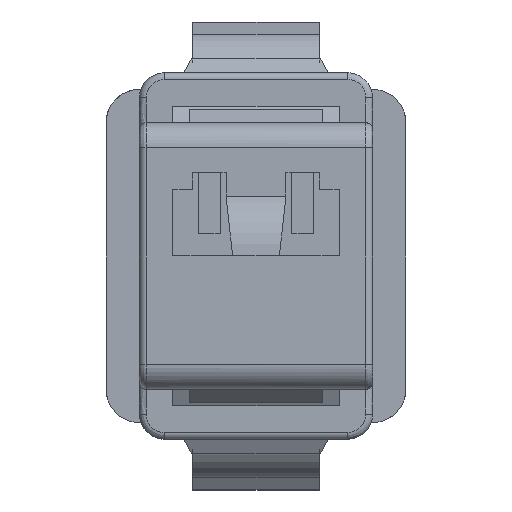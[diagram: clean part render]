
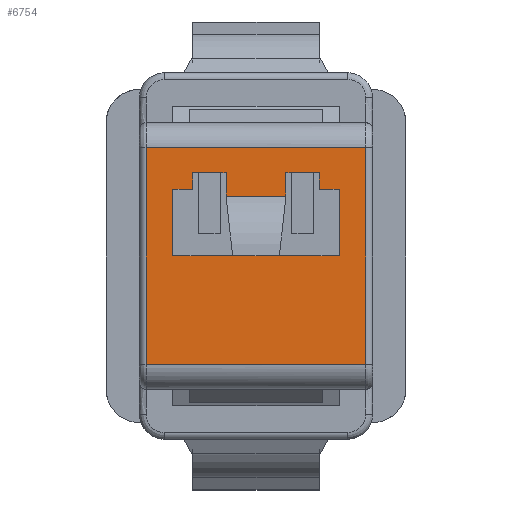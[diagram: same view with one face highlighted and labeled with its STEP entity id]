
A CAD part, left-side view. The second image highlights one B-rep face of the part: STEP entity #6754.
In plain terms, the highlighted free-form (B-spline) face has degree [1, 1] with [2, 2] control points.
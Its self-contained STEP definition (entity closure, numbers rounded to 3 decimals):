
#3759=CARTESIAN_POINT('',(-15.2,3.3,-3.25));
#3760=VERTEX_POINT('',#3759);
#3820=CARTESIAN_POINT('',(-15.2,3.3,3.25));
#3821=VERTEX_POINT('',#3820);
#3843=CARTESIAN_POINT('',(-15.2,3.3,3.25));
#3844=CARTESIAN_POINT('',(-15.2,3.3,-3.25));
#3845=QUASI_UNIFORM_CURVE('',1,(#3843,#3844),.UNSPECIFIED.,.F.,.U.);
#3846=EDGE_CURVE('',#3821,#3760,#3845,.T.);
#4008=CARTESIAN_POINT('',(-15.2,-3.3,-3.25));
#4009=VERTEX_POINT('',#4008);
#4069=CARTESIAN_POINT('',(-15.2,-3.3,3.25));
#4070=VERTEX_POINT('',#4069);
#4084=CARTESIAN_POINT('',(-15.2,-3.3,-3.25));
#4085=CARTESIAN_POINT('',(-15.2,-3.3,3.25));
#4086=QUASI_UNIFORM_CURVE('',1,(#4084,#4085),.UNSPECIFIED.,.F.,.U.);
#4087=EDGE_CURVE('',#4009,#4070,#4086,.T.);
#4205=CARTESIAN_POINT('',(-15.2,-0.9,1.8));
#4206=VERTEX_POINT('',#4205);
#4212=CARTESIAN_POINT('',(-15.2,0.9,1.8));
#4213=VERTEX_POINT('',#4212);
#4214=CARTESIAN_POINT('',(-15.2,-0.9,1.8));
#4215=CARTESIAN_POINT('',(-15.2,0.9,1.8));
#4216=QUASI_UNIFORM_CURVE('',1,(#4214,#4215),.UNSPECIFIED.,.F.,.U.);
#4217=EDGE_CURVE('',#4206,#4213,#4216,.T.);
#4275=CARTESIAN_POINT('',(-15.2,-0.9,2.5));
#4276=VERTEX_POINT('',#4275);
#4282=CARTESIAN_POINT('',(-15.2,-0.9,2.5));
#4283=CARTESIAN_POINT('',(-15.2,-0.9,1.8));
#4284=QUASI_UNIFORM_CURVE('',1,(#4282,#4283),.UNSPECIFIED.,.F.,.U.);
#4285=EDGE_CURVE('',#4276,#4206,#4284,.T.);
#4296=CARTESIAN_POINT('',(-15.2,0.9,2.5));
#4297=VERTEX_POINT('',#4296);
#4298=CARTESIAN_POINT('',(-15.2,0.9,1.8));
#4299=CARTESIAN_POINT('',(-15.2,0.9,2.5));
#4300=QUASI_UNIFORM_CURVE('',1,(#4298,#4299),.UNSPECIFIED.,.F.,.U.);
#4301=EDGE_CURVE('',#4213,#4297,#4300,.T.);
#4401=CARTESIAN_POINT('',(-15.2,0.701,0.));
#4402=VERTEX_POINT('',#4401);
#4416=CARTESIAN_POINT('',(-15.2,-0.701,0.));
#4417=VERTEX_POINT('',#4416);
#4418=CARTESIAN_POINT('',(-15.2,-0.701,0.));
#4419=CARTESIAN_POINT('',(-15.2,0.701,0.));
#4420=QUASI_UNIFORM_CURVE('',1,(#4418,#4419),.UNSPECIFIED.,.F.,.U.);
#4421=EDGE_CURVE('',#4417,#4402,#4420,.T.);
#4770=CARTESIAN_POINT('',(-15.2,-2.5,0.));
#4771=VERTEX_POINT('',#4770);
#4772=CARTESIAN_POINT('',(-15.2,-2.5,0.));
#4773=CARTESIAN_POINT('',(-15.2,-0.701,0.));
#4774=QUASI_UNIFORM_CURVE('',1,(#4772,#4773),.UNSPECIFIED.,.F.,.U.);
#4775=EDGE_CURVE('',#4771,#4417,#4774,.T.);
#4799=CARTESIAN_POINT('',(-15.2,-2.5,2.0));
#4800=VERTEX_POINT('',#4799);
#4806=CARTESIAN_POINT('',(-15.2,-1.9,2.0));
#4807=VERTEX_POINT('',#4806);
#4808=CARTESIAN_POINT('',(-15.2,-1.9,2.0));
#4809=CARTESIAN_POINT('',(-15.2,-2.5,2.0));
#4810=QUASI_UNIFORM_CURVE('',1,(#4808,#4809),.UNSPECIFIED.,.F.,.U.);
#4811=EDGE_CURVE('',#4807,#4800,#4810,.T.);
#4834=CARTESIAN_POINT('',(-15.2,-1.9,2.5));
#4835=VERTEX_POINT('',#4834);
#4836=CARTESIAN_POINT('',(-15.2,-1.9,2.5));
#4837=CARTESIAN_POINT('',(-15.2,-1.9,2.0));
#4838=QUASI_UNIFORM_CURVE('',1,(#4836,#4837),.UNSPECIFIED.,.F.,.U.);
#4839=EDGE_CURVE('',#4835,#4807,#4838,.T.);
#4874=CARTESIAN_POINT('',(-15.2,-0.9,2.5));
#4875=CARTESIAN_POINT('',(-15.2,-1.9,2.5));
#4876=QUASI_UNIFORM_CURVE('',1,(#4874,#4875),.UNSPECIFIED.,.F.,.U.);
#4877=EDGE_CURVE('',#4276,#4835,#4876,.T.);
#4890=CARTESIAN_POINT('',(-15.2,1.9,2.5));
#4891=VERTEX_POINT('',#4890);
#4897=CARTESIAN_POINT('',(-15.2,1.9,2.0));
#4898=VERTEX_POINT('',#4897);
#4899=CARTESIAN_POINT('',(-15.2,1.9,2.0));
#4900=CARTESIAN_POINT('',(-15.2,1.9,2.5));
#4901=QUASI_UNIFORM_CURVE('',1,(#4899,#4900),.UNSPECIFIED.,.F.,.U.);
#4902=EDGE_CURVE('',#4898,#4891,#4901,.T.);
#4925=CARTESIAN_POINT('',(-15.2,2.5,2.0));
#4926=VERTEX_POINT('',#4925);
#4927=CARTESIAN_POINT('',(-15.2,2.5,2.0));
#4928=CARTESIAN_POINT('',(-15.2,1.9,2.0));
#4929=QUASI_UNIFORM_CURVE('',1,(#4927,#4928),.UNSPECIFIED.,.F.,.U.);
#4930=EDGE_CURVE('',#4926,#4898,#4929,.T.);
#5566=CARTESIAN_POINT('',(-15.2,2.5,0.));
#5567=VERTEX_POINT('',#5566);
#5568=CARTESIAN_POINT('',(-15.2,2.5,0.));
#5569=CARTESIAN_POINT('',(-15.2,2.5,2.0));
#5570=QUASI_UNIFORM_CURVE('',1,(#5568,#5569),.UNSPECIFIED.,.F.,.U.);
#5571=EDGE_CURVE('',#5567,#4926,#5570,.T.);
#5614=CARTESIAN_POINT('',(-15.2,-2.5,2.0));
#5615=CARTESIAN_POINT('',(-15.2,-2.5,0.));
#5616=QUASI_UNIFORM_CURVE('',1,(#5614,#5615),.UNSPECIFIED.,.F.,.U.);
#5617=EDGE_CURVE('',#4800,#4771,#5616,.T.);
#6069=CARTESIAN_POINT('',(-15.2,-3.3,3.25));
#6070=CARTESIAN_POINT('',(-15.2,3.3,3.25));
#6071=QUASI_UNIFORM_CURVE('',1,(#6069,#6070),.UNSPECIFIED.,.F.,.U.);
#6072=EDGE_CURVE('',#4070,#3821,#6071,.T.);
#6092=CARTESIAN_POINT('',(-15.2,3.3,-3.25));
#6093=CARTESIAN_POINT('',(-15.2,-3.3,-3.25));
#6094=QUASI_UNIFORM_CURVE('',1,(#6092,#6093),.UNSPECIFIED.,.F.,.U.);
#6095=EDGE_CURVE('',#3760,#4009,#6094,.T.);
#6700=CARTESIAN_POINT('',(-15.2,0.701,0.));
#6701=CARTESIAN_POINT('',(-15.2,2.5,0.));
#6702=QUASI_UNIFORM_CURVE('',1,(#6700,#6701),.UNSPECIFIED.,.F.,.U.);
#6703=EDGE_CURVE('',#4402,#5567,#6702,.T.);
#6716=CARTESIAN_POINT('',(-15.2,1.9,2.5));
#6717=CARTESIAN_POINT('',(-15.2,0.9,2.5));
#6718=QUASI_UNIFORM_CURVE('',1,(#6716,#6717),.UNSPECIFIED.,.F.,.U.);
#6719=EDGE_CURVE('',#4891,#4297,#6718,.T.);
#6727=CARTESIAN_POINT('',(-15.2,-3.63,3.575));
#6728=CARTESIAN_POINT('',(-15.2,-3.63,-3.575));
#6729=CARTESIAN_POINT('',(-15.2,3.63,3.575));
#6730=CARTESIAN_POINT('',(-15.2,3.63,-3.575));
#6731=B_SPLINE_SURFACE_WITH_KNOTS('',1,1,((#6727,#6729),(#6728,#6730)),.UNSPECIFIED.,.F.,.F.,.U.,(2,2),(2,2),(0.0,7.149),(0.0,7.259),.UNSPECIFIED.);
#6732=ORIENTED_EDGE('',*,*,#6072,.T.);
#6733=ORIENTED_EDGE('',*,*,#3846,.T.);
#6734=ORIENTED_EDGE('',*,*,#6095,.T.);
#6735=ORIENTED_EDGE('',*,*,#4087,.T.);
#6736=EDGE_LOOP('',(#6732,#6733,#6734,#6735));
#6737=FACE_OUTER_BOUND('',#6736,.T.);
#6738=ORIENTED_EDGE('',*,*,#6719,.T.);
#6739=ORIENTED_EDGE('',*,*,#4301,.F.);
#6740=ORIENTED_EDGE('',*,*,#4217,.F.);
#6741=ORIENTED_EDGE('',*,*,#4285,.F.);
#6742=ORIENTED_EDGE('',*,*,#4877,.T.);
#6743=ORIENTED_EDGE('',*,*,#4839,.T.);
#6744=ORIENTED_EDGE('',*,*,#4811,.T.);
#6745=ORIENTED_EDGE('',*,*,#5617,.T.);
#6746=ORIENTED_EDGE('',*,*,#4775,.T.);
#6747=ORIENTED_EDGE('',*,*,#4421,.T.);
#6748=ORIENTED_EDGE('',*,*,#6703,.T.);
#6749=ORIENTED_EDGE('',*,*,#5571,.T.);
#6750=ORIENTED_EDGE('',*,*,#4930,.T.);
#6751=ORIENTED_EDGE('',*,*,#4902,.T.);
#6752=EDGE_LOOP('',(#6738,#6739,#6740,#6741,#6742,#6743,#6744,#6745,#6746,#6747,#6748,#6749,#6750,#6751));
#6753=FACE_BOUND('',#6752,.T.);
#6754=ADVANCED_FACE('',(#6737,#6753),#6731,.F.);
